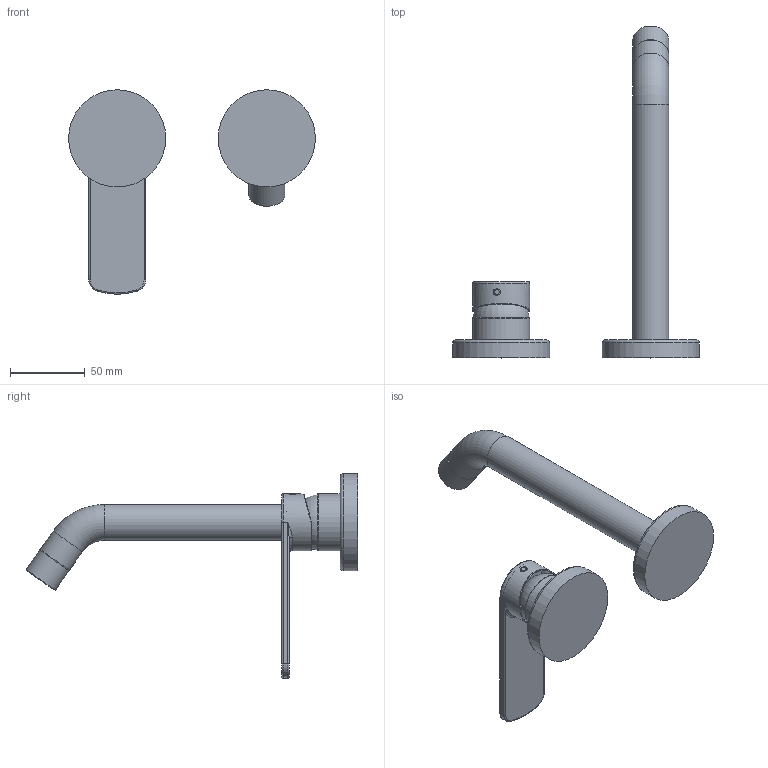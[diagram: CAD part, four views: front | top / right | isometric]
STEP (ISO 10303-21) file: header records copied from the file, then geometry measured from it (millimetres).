
FILE_DESCRIPTION(('STEP AP242'), '1');
FILE_NAME('09cr208', '', ('UNSPECIFIED'), ('UNSPECIFIED'), 'ASCON STEP Converter 1.6', 'ASCON Math Kernel', '');
FILE_SCHEMA(('AP242_MANAGED_MODEL_BASED_3D_ENGINEERING_MIM_LF { 1 0 10303 442 1 1 4 }'));
Length unit declared in the file: millimetre
Bounding box: 165 x 221.9 x 136.69 mm (x, y, z)
Volume: 214887.6 mm3; surface area: 55147.9 mm2
Topology: 3 solids, 3 shells, 440 faces, 1029 edges, 677 vertices
Faces by surface type: plane 400, cylinder 20, torus 16, bspline 3, cone 1
Full cylindrical faces by diameter (mm): 21.5 x1, 22 x1, 24 x3, 24.5 x1, 36.6 x1, 38 x2, 65 x2
Entity records: 16993 total; most frequent: CARTESIAN_POINT 3382, ORIENTED_EDGE 2016, DIRECTION 1928, EDGE_CURVE 1008, LINE 932, VECTOR 932, VERTEX_POINT 676, EDGE_LOOP 542
